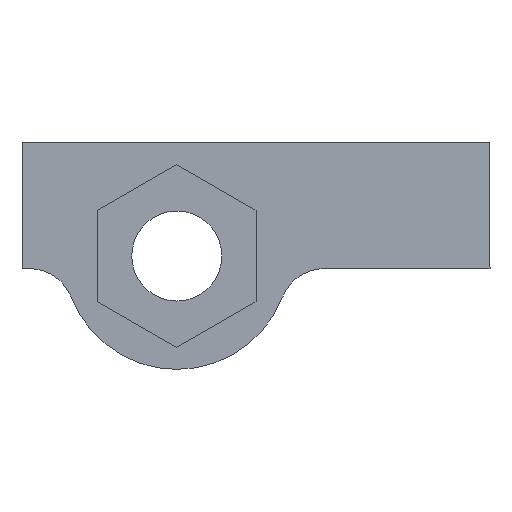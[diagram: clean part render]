
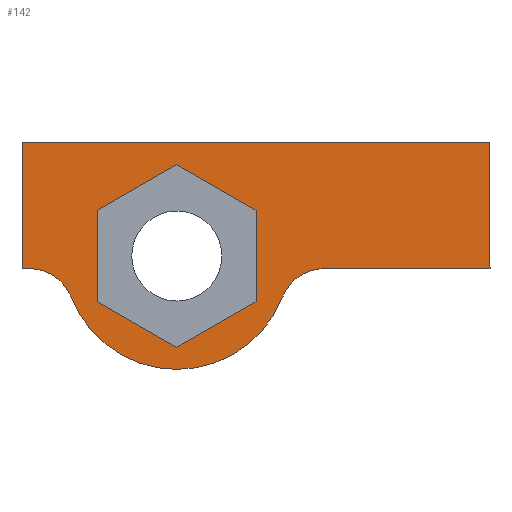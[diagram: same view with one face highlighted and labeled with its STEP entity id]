
A CAD part, front view. The second image highlights one B-rep face of the part: STEP entity #142.
In plain terms, the highlighted planar face has unit normal (0, -1, 0).
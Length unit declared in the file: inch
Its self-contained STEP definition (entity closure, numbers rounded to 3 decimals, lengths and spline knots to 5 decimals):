
#1 = EDGE_CURVE ( 'NONE', #241, #779, #69, .T. ) ;
#6 = EDGE_CURVE ( 'NONE', #486, #779, #624, .T. ) ;
#11 = VECTOR ( 'NONE', #737, 39.37008 ) ;
#18 = CIRCLE ( 'NONE', #716, 0.315 ) ;
#20 = DIRECTION ( 'NONE',  ( 0.866, 0., -0.5 ) ) ;
#24 = DIRECTION ( 'NONE',  ( 0., 0., 1. ) ) ;
#28 = DIRECTION ( 'NONE',  ( 0., 1., 0. ) ) ;
#29 = LINE ( 'NONE', #289, #11 ) ;
#30 = EDGE_CURVE ( 'NONE', #68, #318, #566, .T. ) ;
#39 = LINE ( 'NONE', #553, #194 ) ;
#48 = VECTOR ( 'NONE', #20, 39.37008 ) ;
#49 = EDGE_CURVE ( 'NONE', #164, #486, #18, .T. ) ;
#58 = EDGE_CURVE ( 'NONE', #179, #68, #383, .T. ) ;
#63 = LINE ( 'NONE', #167, #226 ) ;
#65 = ORIENTED_EDGE ( 'NONE', *, *, #6, .F. ) ;
#68 = VERTEX_POINT ( 'NONE', #252 ) ;
#69 = CIRCLE ( 'NONE', #833, 0.125 ) ;
#74 = CARTESIAN_POINT ( 'NONE',  ( -0.22, 0., -0.12702 ) ) ;
#89 = CARTESIAN_POINT ( 'NONE',  ( -0.43, 0., -0.0349 ) ) ;
#102 = ORIENTED_EDGE ( 'NONE', *, *, #728, .F. ) ;
#104 = DIRECTION ( 'NONE',  ( 0., 0., 1. ) ) ;
#108 = EDGE_CURVE ( 'NONE', #186, #623, #151, .T. ) ;
#116 = LINE ( 'NONE', #807, #687 ) ;
#139 = ORIENTED_EDGE ( 'NONE', *, *, #108, .F. ) ;
#140 = ORIENTED_EDGE ( 'NONE', *, *, #882, .F. ) ;
#142 = ADVANCED_FACE ( 'NONE', ( #337, #521 ), #823, .F. ) ;
#144 = ORIENTED_EDGE ( 'NONE', *, *, #840, .F. ) ;
#151 = LINE ( 'NONE', #267, #890 ) ;
#160 = VECTOR ( 'NONE', #478, 39.37008 ) ;
#164 = VERTEX_POINT ( 'NONE', #391 ) ;
#167 = CARTESIAN_POINT ( 'NONE',  ( 0., 0., 0.25403 ) ) ;
#179 = VERTEX_POINT ( 'NONE', #221 ) ;
#186 = VERTEX_POINT ( 'NONE', #412 ) ;
#188 = VERTEX_POINT ( 'NONE', #475 ) ;
#194 = VECTOR ( 'NONE', #686, 39.37008 ) ;
#201 = VERTEX_POINT ( 'NONE', #812 ) ;
#212 = EDGE_CURVE ( 'NONE', #648, #186, #39, .T. ) ;
#221 = CARTESIAN_POINT ( 'NONE',  ( -0.22, 0., 0.12702 ) ) ;
#226 = VECTOR ( 'NONE', #323, 39.37008 ) ;
#227 = DIRECTION ( 'NONE',  ( -1., 0., 0. ) ) ;
#233 = DIRECTION ( 'NONE',  ( 0., 0., 1. ) ) ;
#241 = VERTEX_POINT ( 'NONE', #380 ) ;
#249 = ORIENTED_EDGE ( 'NONE', *, *, #872, .T. ) ;
#252 = CARTESIAN_POINT ( 'NONE',  ( -0.22, 0., -0.12702 ) ) ;
#253 = AXIS2_PLACEMENT_3D ( 'NONE', #367, #859, #24 ) ;
#258 = ORIENTED_EDGE ( 'NONE', *, *, #862, .F. ) ;
#267 = CARTESIAN_POINT ( 'NONE',  ( 0.31306, 0., -0.0349 ) ) ;
#276 = VECTOR ( 'NONE', #227, 39.37008 ) ;
#289 = CARTESIAN_POINT ( 'NONE',  ( -0.43, 0., 0.3151 ) ) ;
#295 = ORIENTED_EDGE ( 'NONE', *, *, #550, .F. ) ;
#296 = VECTOR ( 'NONE', #677, 39.37008 ) ;
#297 = DIRECTION ( 'NONE',  ( 0., 1., 0. ) ) ;
#310 = DIRECTION ( 'NONE',  ( 0., 0., -1. ) ) ;
#318 = VERTEX_POINT ( 'NONE', #441 ) ;
#323 = DIRECTION ( 'NONE',  ( -0.866, 0., -0.5 ) ) ;
#329 = EDGE_LOOP ( 'NONE', ( #295, #390, #629, #102, #144, #258 ) ) ;
#334 = CARTESIAN_POINT ( 'NONE',  ( 0.87, 0., 0.3151 ) ) ;
#337 = FACE_BOUND ( 'NONE', #329, .T. ) ;
#339 = CARTESIAN_POINT ( 'NONE',  ( 0.22, 0., 0.12702 ) ) ;
#343 = VERTEX_POINT ( 'NONE', #556 ) ;
#349 = LINE ( 'NONE', #351, #160 ) ;
#351 = CARTESIAN_POINT ( 'NONE',  ( 0.22, 0., -0.12702 ) ) ;
#353 = CARTESIAN_POINT ( 'NONE',  ( -0.22, 0., 0.12702 ) ) ;
#360 = VECTOR ( 'NONE', #310, 39.37008 ) ;
#367 = CARTESIAN_POINT ( 'NONE',  ( 0.40992, 0., -0.1599 ) ) ;
#380 = CARTESIAN_POINT ( 'NONE',  ( -0.40992, 0., -0.0349 ) ) ;
#382 = VERTEX_POINT ( 'NONE', #797 ) ;
#383 = LINE ( 'NONE', #353, #360 ) ;
#387 = CARTESIAN_POINT ( 'NONE',  ( -0.29346, 0., -0.11447 ) ) ;
#390 = ORIENTED_EDGE ( 'NONE', *, *, #30, .F. ) ;
#391 = CARTESIAN_POINT ( 'NONE',  ( 0.29346, 0., -0.11447 ) ) ;
#396 = VECTOR ( 'NONE', #431, 39.37008 ) ;
#412 = CARTESIAN_POINT ( 'NONE',  ( 0.87, 0., -0.0349 ) ) ;
#431 = DIRECTION ( 'NONE',  ( -0.866, 0., 0.5 ) ) ;
#441 = CARTESIAN_POINT ( 'NONE',  ( 0., 0., -0.25403 ) ) ;
#475 = CARTESIAN_POINT ( 'NONE',  ( 0.22, 0., 0.12702 ) ) ;
#478 = DIRECTION ( 'NONE',  ( 0., 0., 1. ) ) ;
#486 = VERTEX_POINT ( 'NONE', #666 ) ;
#498 = VERTEX_POINT ( 'NONE', #690 ) ;
#521 = FACE_OUTER_BOUND ( 'NONE', #869, .T. ) ;
#536 = AXIS2_PLACEMENT_3D ( 'NONE', #638, #28, #233 ) ;
#550 = EDGE_CURVE ( 'NONE', #318, #201, #654, .T. ) ;
#553 = CARTESIAN_POINT ( 'NONE',  ( 0.87, 0., -0.0349 ) ) ;
#556 = CARTESIAN_POINT ( 'NONE',  ( -0.43, 0., 0.3151 ) ) ;
#560 = CIRCLE ( 'NONE', #253, 0.125 ) ;
#566 = LINE ( 'NONE', #74, #48 ) ;
#619 = LINE ( 'NONE', #339, #396 ) ;
#623 = VERTEX_POINT ( 'NONE', #665 ) ;
#624 = CIRCLE ( 'NONE', #832, 0.315 ) ;
#629 = ORIENTED_EDGE ( 'NONE', *, *, #58, .F. ) ;
#638 = CARTESIAN_POINT ( 'NONE',  ( 0., 0., 0. ) ) ;
#648 = VERTEX_POINT ( 'NONE', #334 ) ;
#653 = DIRECTION ( 'NONE',  ( 0., 1., 0. ) ) ;
#654 = LINE ( 'NONE', #693, #296 ) ;
#665 = CARTESIAN_POINT ( 'NONE',  ( 0.40992, 0., -0.0349 ) ) ;
#666 = CARTESIAN_POINT ( 'NONE',  ( 0., 0., -0.315 ) ) ;
#677 = DIRECTION ( 'NONE',  ( 0.866, 0., 0.5 ) ) ;
#684 = CARTESIAN_POINT ( 'NONE',  ( -0.40992, 0., -0.1599 ) ) ;
#686 = DIRECTION ( 'NONE',  ( 0., 0., -1. ) ) ;
#687 = VECTOR ( 'NONE', #764, 39.37008 ) ;
#689 = ORIENTED_EDGE ( 'NONE', *, *, #212, .F. ) ;
#690 = CARTESIAN_POINT ( 'NONE',  ( -0.43, 0., -0.0349 ) ) ;
#693 = CARTESIAN_POINT ( 'NONE',  ( 0., 0., -0.25403 ) ) ;
#696 = ORIENTED_EDGE ( 'NONE', *, *, #49, .F. ) ;
#716 = AXIS2_PLACEMENT_3D ( 'NONE', #887, #297, #717 ) ;
#717 = DIRECTION ( 'NONE',  ( 0., 0., 1. ) ) ;
#728 = EDGE_CURVE ( 'NONE', #382, #179, #63, .T. ) ;
#730 = DIRECTION ( 'NONE',  ( 0., 0., 1. ) ) ;
#737 = DIRECTION ( 'NONE',  ( 1., 0., 0. ) ) ;
#758 = CARTESIAN_POINT ( 'NONE',  ( 0., 0., 0. ) ) ;
#762 = DIRECTION ( 'NONE',  ( 0., 1., 0. ) ) ;
#764 = DIRECTION ( 'NONE',  ( 0., 0., 1. ) ) ;
#779 = VERTEX_POINT ( 'NONE', #387 ) ;
#781 = DIRECTION ( 'NONE',  ( -1., 0., 0. ) ) ;
#797 = CARTESIAN_POINT ( 'NONE',  ( 0., 0., 0.25403 ) ) ;
#806 = ORIENTED_EDGE ( 'NONE', *, *, #886, .F. ) ;
#807 = CARTESIAN_POINT ( 'NONE',  ( -0.43, 0., -0.0349 ) ) ;
#812 = CARTESIAN_POINT ( 'NONE',  ( 0.22, 0., -0.12702 ) ) ;
#819 = ORIENTED_EDGE ( 'NONE', *, *, #1, .T. ) ;
#823 = PLANE ( 'NONE',  #536 ) ;
#832 = AXIS2_PLACEMENT_3D ( 'NONE', #758, #762, #104 ) ;
#833 = AXIS2_PLACEMENT_3D ( 'NONE', #684, #653, #730 ) ;
#840 = EDGE_CURVE ( 'NONE', #188, #382, #619, .T. ) ;
#847 = ORIENTED_EDGE ( 'NONE', *, *, #854, .F. ) ;
#854 = EDGE_CURVE ( 'NONE', #343, #648, #29, .T. ) ;
#859 = DIRECTION ( 'NONE',  ( 0., 1., 0. ) ) ;
#862 = EDGE_CURVE ( 'NONE', #201, #188, #349, .T. ) ;
#869 = EDGE_LOOP ( 'NONE', ( #696, #249, #139, #689, #847, #140, #806, #819, #65 ) ) ;
#872 = EDGE_CURVE ( 'NONE', #164, #623, #560, .T. ) ;
#876 = LINE ( 'NONE', #89, #276 ) ;
#882 = EDGE_CURVE ( 'NONE', #498, #343, #116, .T. ) ;
#886 = EDGE_CURVE ( 'NONE', #241, #498, #876, .T. ) ;
#887 = CARTESIAN_POINT ( 'NONE',  ( 0., 0., 0. ) ) ;
#890 = VECTOR ( 'NONE', #781, 39.37008 ) ;
